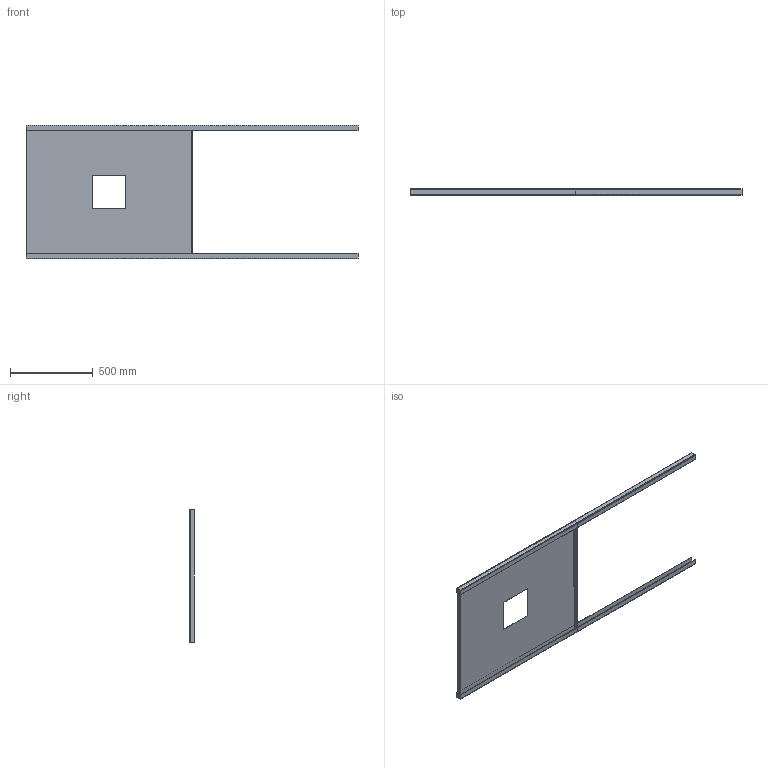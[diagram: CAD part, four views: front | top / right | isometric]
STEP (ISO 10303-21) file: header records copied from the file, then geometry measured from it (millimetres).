
FILE_DESCRIPTION(/* description */ ('STEP AP214'),/* implementation_level */ '2;1');
FILE_NAME(/* name */ '68cfd1f5d6420dde79d2fe2b',/* time_stamp */ '2025-09-21T10:22:46Z',/* author */ (''),/* organization */ (''),/* preprocessor_version */ 'ST-DEVELOPER v20',/* originating_system */ 'ONSHAPE BY PTC INC, 1.204',/* authorisation */ ' ');
FILE_SCHEMA (('AUTOMOTIVE_DESIGN {1 0 10303 214 3 1 1}'));
Length unit declared in the file: metre
Products named in the file (3): Part 2; Part 1; Part 3
Bounding box: 2000 x 35 x 805 mm (x, y, z)
Volume: 2043459.4 mm3; surface area: 2496530.1 mm2
Topology: 3 solids, 3 shells, 94 faces, 200 edges, 112 vertices
Faces by surface type: plane 78, cylinder 16
Entity records: 2508 total; most frequent: DIRECTION 426, CARTESIAN_POINT 409, ORIENTED_EDGE 400, EDGE_CURVE 200, LINE 168, VECTOR 168, AXIS2_PLACEMENT_3D 129, VERTEX_POINT 112
